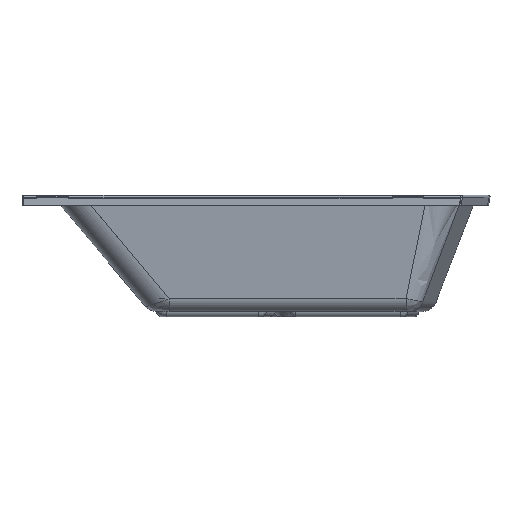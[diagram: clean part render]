
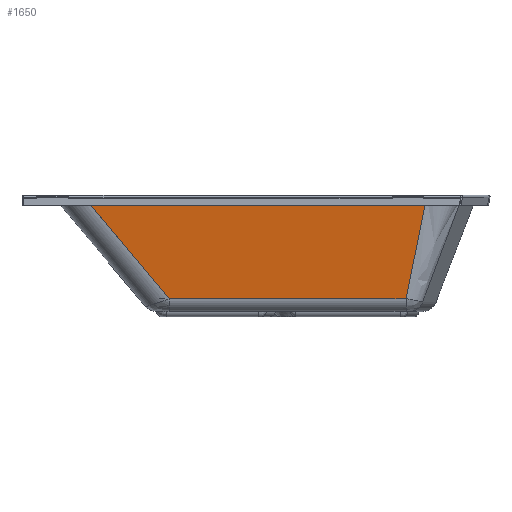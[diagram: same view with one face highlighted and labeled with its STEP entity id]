
A CAD part, left-side view. The second image highlights one B-rep face of the part: STEP entity #1650.
In plain terms, the highlighted planar face has unit normal (-0.993, 0, -0.122).
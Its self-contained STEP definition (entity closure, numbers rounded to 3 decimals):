
#622=CARTESIAN_POINT('',(939.446,-1185.649,575.0));
#623=VERTEX_POINT('',#622);
#686=CARTESIAN_POINT('',(939.446,113.554,575.));
#687=VERTEX_POINT('',#686);
#696=CARTESIAN_POINT('',(939.446,113.554,575.0));
#697=DIRECTION('',(0.0,-1.0,0.0));
#698=VECTOR('',#697,1299.203);
#699=LINE('',#696,#698);
#700=EDGE_CURVE('',#687,#623,#699,.T.);
#1598=CARTESIAN_POINT('',(986.927,-1107.021,188.297));
#1599=VERTEX_POINT('',#1598);
#1618=CARTESIAN_POINT('',(939.446,-1185.649,575.));
#1619=DIRECTION('',(0.119,0.198,-0.973));
#1620=VECTOR('',#1619,397.462);
#1621=LINE('',#1618,#1620);
#1622=EDGE_CURVE('',#623,#1599,#1621,.T.);
#1627=CARTESIAN_POINT('',(938.907,0.0,579.391));
#1628=DIRECTION('',(-0.993,0.0,-0.122));
#1629=DIRECTION('',(-0.122,0.0,0.993));
#1630=AXIS2_PLACEMENT_3D('',#1627,#1628,#1629);
#1631=PLANE('',#1630);
#1632=CARTESIAN_POINT('',(986.927,-210.928,188.297));
#1633=VERTEX_POINT('',#1632);
#1634=CARTESIAN_POINT('',(939.446,113.554,575.));
#1635=DIRECTION('',(0.094,-0.64,-0.763));
#1636=VECTOR('',#1635,507.033);
#1637=LINE('',#1634,#1636);
#1638=EDGE_CURVE('',#687,#1633,#1637,.T.);
#1639=ORIENTED_EDGE('',*,*,#1638,.T.);
#1640=CARTESIAN_POINT('',(986.927,-1107.021,188.297));
#1641=DIRECTION('',(0.0,1.0,0.0));
#1642=VECTOR('',#1641,896.093);
#1643=LINE('',#1640,#1642);
#1644=EDGE_CURVE('',#1599,#1633,#1643,.T.);
#1645=ORIENTED_EDGE('',*,*,#1644,.F.);
#1646=ORIENTED_EDGE('',*,*,#1622,.F.);
#1647=ORIENTED_EDGE('',*,*,#700,.F.);
#1648=EDGE_LOOP('',(#1639,#1645,#1646,#1647));
#1649=FACE_OUTER_BOUND('',#1648,.T.);
#1650=ADVANCED_FACE('',(#1649),#1631,.T.);
